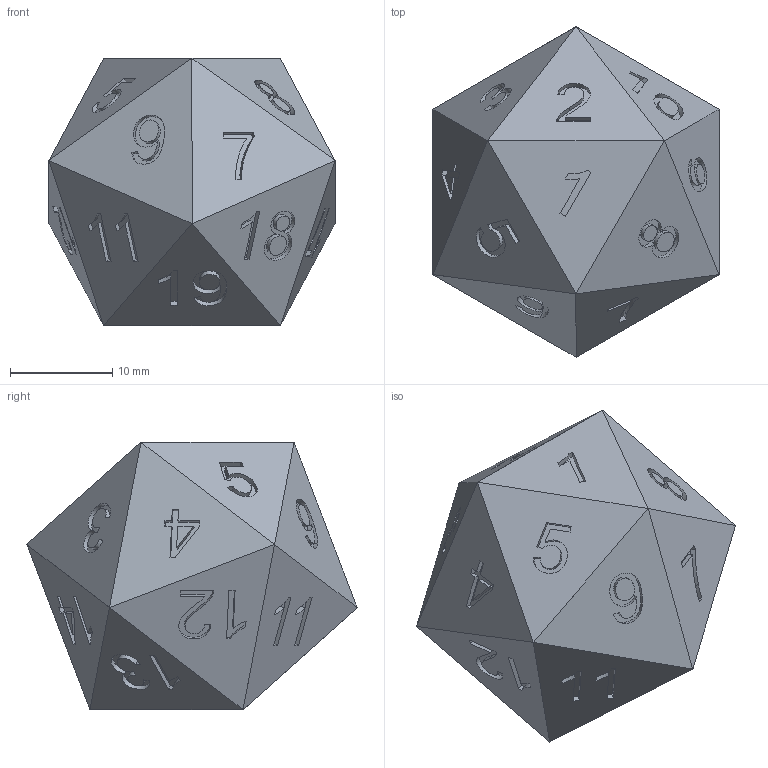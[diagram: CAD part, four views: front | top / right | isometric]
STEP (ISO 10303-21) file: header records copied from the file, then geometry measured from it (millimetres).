
FILE_DESCRIPTION(('HOOPS Exchange Step'),'2;1');
FILE_NAME('temp_export','2024-08-07T10:53:57+08:00',('sharma21'),('Shapr3D Limited'),'HOOPS Exchange 2024.2','Shapr3D','Authorized');
FILE_SCHEMA( ('AUTOMOTIVE_DESIGN { 1 0 10303 214 1 1 1 1 }') );
Length unit declared in the file: millimetre
Products named in the file (1): root
Bounding box: 28.03 x 32.36 x 26.18 mm (x, y, z)
Volume: 11249.5 mm3; surface area: 10189.5 mm2
Topology: 20 solids, 20 shells, 360 faces, 831 edges, 554 vertices
Faces by surface type: plane 257, bspline 103
Entity records: 14354 total; most frequent: CARTESIAN_POINT 6841, ORIENTED_EDGE 1662, DIRECTION 1141, EDGE_CURVE 831, VECTOR 625, LINE 625, VERTEX_POINT 554, EDGE_LOOP 403
